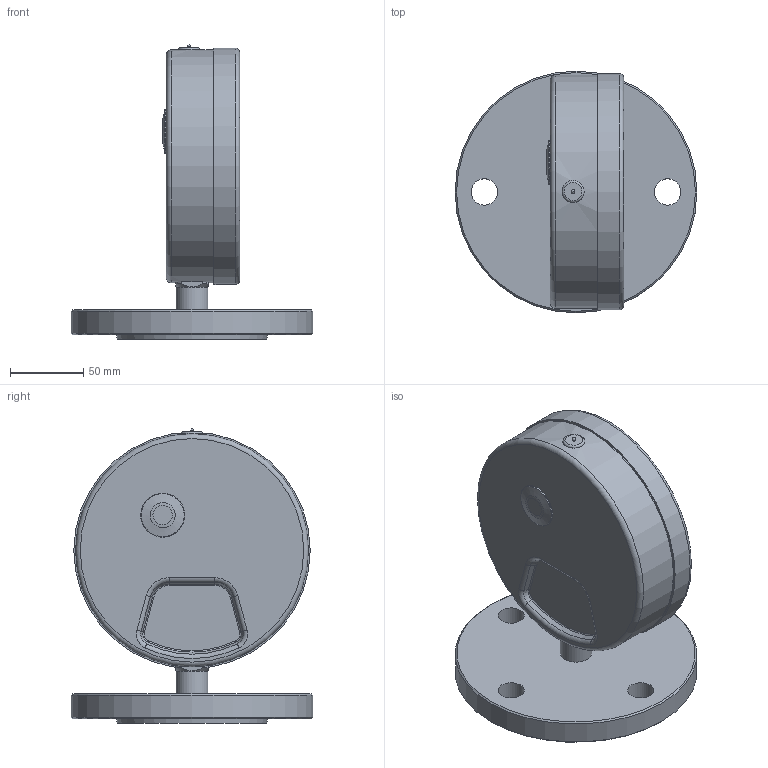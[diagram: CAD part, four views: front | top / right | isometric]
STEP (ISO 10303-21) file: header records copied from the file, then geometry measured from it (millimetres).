
FILE_DESCRIPTION(/* description */ (''),/* implementation_level */ '2;1');
FILE_NAME(/* name */ 'PF160FL_D402_889_XX402.stp',/* time_stamp */ '2018-02-02T12:17:31+01:00',/* author */ ('acgl'),/* organization */ (''),/* preprocessor_version */ 'ST-DEVELOPER v15.6',/* originating_system */ 'Autodesk Inventor 2015',/* authorisation */ '');
FILE_SCHEMA (('AUTOMOTIVE_DESIGN { 1 0 10303 214 3 1 1 }'));
Length unit declared in the file: centimetre
Products named in the file (1): PF160FL_D402_889_XX402
Bounding box: 165 x 165 x 201 mm (x, y, z)
Volume: 1310950.5 mm3; surface area: 120356.5 mm2
Topology: 1 solids, 1 shells, 68 faces, 150 edges, 91 vertices
Faces by surface type: cylinder 23, plane 18, torus 15, cone 10, sphere 1, bspline 1
Full cylindrical faces by diameter (mm): 2.5 x1, 15 x1, 18 x4, 21.5 x1, 30 x1, 159 x1, 161.3 x1, 165 x1
Entity records: 1944 total; most frequent: CARTESIAN_POINT 369, DIRECTION 328, ORIENTED_EDGE 250, AXIS2_PLACEMENT_3D 148, EDGE_CURVE 123, EDGE_LOOP 105, VERTEX_POINT 86, CIRCLE 80
